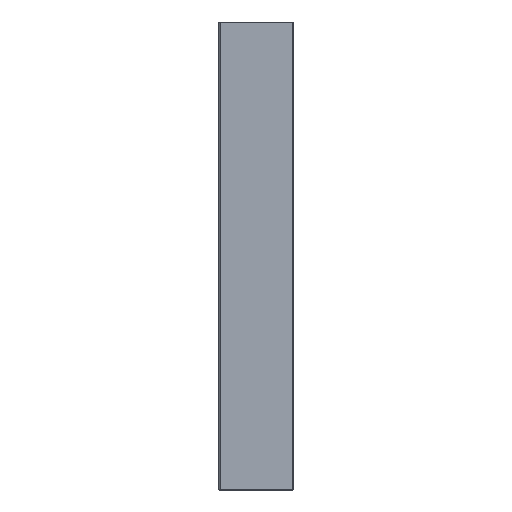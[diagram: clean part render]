
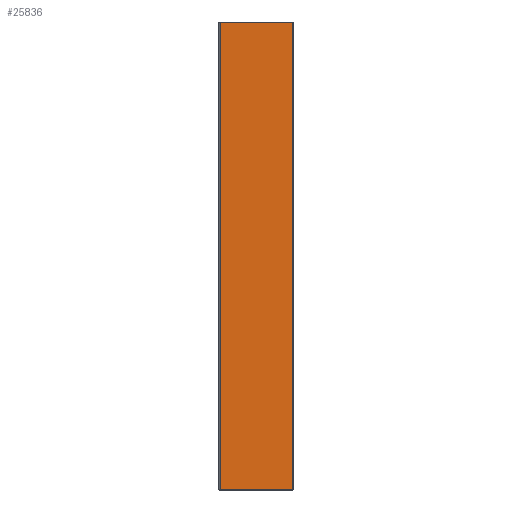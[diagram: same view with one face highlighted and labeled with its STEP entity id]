
A CAD part, front view. The second image highlights one B-rep face of the part: STEP entity #25836.
In plain terms, the highlighted planar face has unit normal (0, -1, 0).
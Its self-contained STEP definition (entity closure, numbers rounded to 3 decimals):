
#15826 = PLANE('',#15827);
#15827 = AXIS2_PLACEMENT_3D('',#15828,#15829,#15830);
#15828 = CARTESIAN_POINT('',(4.,-8.95,0.05));
#15829 = DIRECTION('',(0.,0.707,0.707));
#15830 = DIRECTION('',(1.,0.,0.));
#16185 = PLANE('',#16186);
#16186 = AXIS2_PLACEMENT_3D('',#16187,#16188,#16189);
#16187 = CARTESIAN_POINT('',(4.,-8.95,49.95));
#16188 = DIRECTION('',(0.,-0.707,
    0.707));
#16189 = DIRECTION('',(1.,0.,0.));
#16523 = PLANE('',#16524);
#16524 = AXIS2_PLACEMENT_3D('',#16525,#16526,#16527);
#16525 = CARTESIAN_POINT('',(-3.9,-8.9,0.));
#16526 = DIRECTION('',(-0.707,-0.707,
    0.));
#16527 = DIRECTION('',(0.,0.,1.));
#20147 = VERTEX_POINT('',#20148);
#20148 = CARTESIAN_POINT('',(3.9,-9.,0.1));
#20169 = EDGE_CURVE('',#20147,#20170,#20172,.T.);
#20170 = VERTEX_POINT('',#20171);
#20171 = CARTESIAN_POINT('',(-3.8,-9.,0.1));
#20172 = SURFACE_CURVE('',#20173,(#20177,#20184),.PCURVE_S1.);
#20173 = LINE('',#20174,#20175);
#20174 = CARTESIAN_POINT('',(4.,-9.,0.1));
#20175 = VECTOR('',#20176,1.);
#20176 = DIRECTION('',(-1.,0.,0.));
#20177 = PCURVE('',#15826,#20178);
#20178 = DEFINITIONAL_REPRESENTATION('',(#20179),#20183);
#20179 = LINE('',#20180,#20181);
#20180 = CARTESIAN_POINT('',(0.,-0.071));
#20181 = VECTOR('',#20182,1.);
#20182 = DIRECTION('',(-1.,0.));
#20183 = ( GEOMETRIC_REPRESENTATION_CONTEXT(2) 
PARAMETRIC_REPRESENTATION_CONTEXT() REPRESENTATION_CONTEXT('2D SPACE',''
  ) );
#20184 = PCURVE('',#20185,#20190);
#20185 = PLANE('',#20186);
#20186 = AXIS2_PLACEMENT_3D('',#20187,#20188,#20189);
#20187 = CARTESIAN_POINT('',(4.,-9.,0.));
#20188 = DIRECTION('',(0.,-1.,0.));
#20189 = DIRECTION('',(-1.,0.,0.));
#20190 = DEFINITIONAL_REPRESENTATION('',(#20191),#20195);
#20191 = LINE('',#20192,#20193);
#20192 = CARTESIAN_POINT('',(0.,-0.1));
#20193 = VECTOR('',#20194,1.);
#20194 = DIRECTION('',(1.,0.));
#20195 = ( GEOMETRIC_REPRESENTATION_CONTEXT(2) 
PARAMETRIC_REPRESENTATION_CONTEXT() REPRESENTATION_CONTEXT('2D SPACE',''
  ) );
#20495 = VERTEX_POINT('',#20496);
#20496 = CARTESIAN_POINT('',(3.9,-9.,49.9));
#20517 = EDGE_CURVE('',#20495,#20518,#20520,.T.);
#20518 = VERTEX_POINT('',#20519);
#20519 = CARTESIAN_POINT('',(-3.8,-9.,49.9));
#20520 = SURFACE_CURVE('',#20521,(#20525,#20532),.PCURVE_S1.);
#20521 = LINE('',#20522,#20523);
#20522 = CARTESIAN_POINT('',(4.,-9.,49.9));
#20523 = VECTOR('',#20524,1.);
#20524 = DIRECTION('',(-1.,0.,0.));
#20525 = PCURVE('',#16185,#20526);
#20526 = DEFINITIONAL_REPRESENTATION('',(#20527),#20531);
#20527 = LINE('',#20528,#20529);
#20528 = CARTESIAN_POINT('',(0.,-0.071));
#20529 = VECTOR('',#20530,1.);
#20530 = DIRECTION('',(-1.,0.));
#20531 = ( GEOMETRIC_REPRESENTATION_CONTEXT(2) 
PARAMETRIC_REPRESENTATION_CONTEXT() REPRESENTATION_CONTEXT('2D SPACE',''
  ) );
#20532 = PCURVE('',#20185,#20533);
#20533 = DEFINITIONAL_REPRESENTATION('',(#20534),#20538);
#20534 = LINE('',#20535,#20536);
#20535 = CARTESIAN_POINT('',(0.,-49.9));
#20536 = VECTOR('',#20537,1.);
#20537 = DIRECTION('',(1.,0.));
#20538 = ( GEOMETRIC_REPRESENTATION_CONTEXT(2) 
PARAMETRIC_REPRESENTATION_CONTEXT() REPRESENTATION_CONTEXT('2D SPACE',''
  ) );
#20619 = EDGE_CURVE('',#20170,#20518,#20620,.T.);
#20620 = SURFACE_CURVE('',#20621,(#20625,#20632),.PCURVE_S1.);
#20621 = LINE('',#20622,#20623);
#20622 = CARTESIAN_POINT('',(-3.8,-9.,0.));
#20623 = VECTOR('',#20624,1.);
#20624 = DIRECTION('',(0.,0.,1.));
#20625 = PCURVE('',#16523,#20626);
#20626 = DEFINITIONAL_REPRESENTATION('',(#20627),#20631);
#20627 = LINE('',#20628,#20629);
#20628 = CARTESIAN_POINT('',(0.,-0.141));
#20629 = VECTOR('',#20630,1.);
#20630 = DIRECTION('',(1.,0.));
#20631 = ( GEOMETRIC_REPRESENTATION_CONTEXT(2) 
PARAMETRIC_REPRESENTATION_CONTEXT() REPRESENTATION_CONTEXT('2D SPACE',''
  ) );
#20632 = PCURVE('',#20185,#20633);
#20633 = DEFINITIONAL_REPRESENTATION('',(#20634),#20638);
#20634 = LINE('',#20635,#20636);
#20635 = CARTESIAN_POINT('',(7.8,0.));
#20636 = VECTOR('',#20637,1.);
#20637 = DIRECTION('',(0.,-1.));
#20638 = ( GEOMETRIC_REPRESENTATION_CONTEXT(2) 
PARAMETRIC_REPRESENTATION_CONTEXT() REPRESENTATION_CONTEXT('2D SPACE',''
  ) );
#25736 = PLANE('',#25737);
#25737 = AXIS2_PLACEMENT_3D('',#25738,#25739,#25740);
#25738 = CARTESIAN_POINT('',(3.95,-8.95,0.));
#25739 = DIRECTION('',(0.707,-0.707,0.));
#25740 = DIRECTION('',(0.,0.,1.));
#25836 = ADVANCED_FACE('',(#25837),#20185,.T.);
#25837 = FACE_BOUND('',#25838,.T.);
#25838 = EDGE_LOOP('',(#25839,#25860,#25861,#25862));
#25839 = ORIENTED_EDGE('',*,*,#25840,.T.);
#25840 = EDGE_CURVE('',#20147,#20495,#25841,.T.);
#25841 = SURFACE_CURVE('',#25842,(#25846,#25853),.PCURVE_S1.);
#25842 = LINE('',#25843,#25844);
#25843 = CARTESIAN_POINT('',(3.9,-9.,0.));
#25844 = VECTOR('',#25845,1.);
#25845 = DIRECTION('',(0.,0.,1.));
#25846 = PCURVE('',#20185,#25847);
#25847 = DEFINITIONAL_REPRESENTATION('',(#25848),#25852);
#25848 = LINE('',#25849,#25850);
#25849 = CARTESIAN_POINT('',(0.1,0.));
#25850 = VECTOR('',#25851,1.);
#25851 = DIRECTION('',(0.,-1.));
#25852 = ( GEOMETRIC_REPRESENTATION_CONTEXT(2) 
PARAMETRIC_REPRESENTATION_CONTEXT() REPRESENTATION_CONTEXT('2D SPACE',''
  ) );
#25853 = PCURVE('',#25736,#25854);
#25854 = DEFINITIONAL_REPRESENTATION('',(#25855),#25859);
#25855 = LINE('',#25856,#25857);
#25856 = CARTESIAN_POINT('',(0.,0.071));
#25857 = VECTOR('',#25858,1.);
#25858 = DIRECTION('',(1.,0.));
#25859 = ( GEOMETRIC_REPRESENTATION_CONTEXT(2) 
PARAMETRIC_REPRESENTATION_CONTEXT() REPRESENTATION_CONTEXT('2D SPACE',''
  ) );
#25860 = ORIENTED_EDGE('',*,*,#20517,.T.);
#25861 = ORIENTED_EDGE('',*,*,#20619,.F.);
#25862 = ORIENTED_EDGE('',*,*,#20169,.F.);
